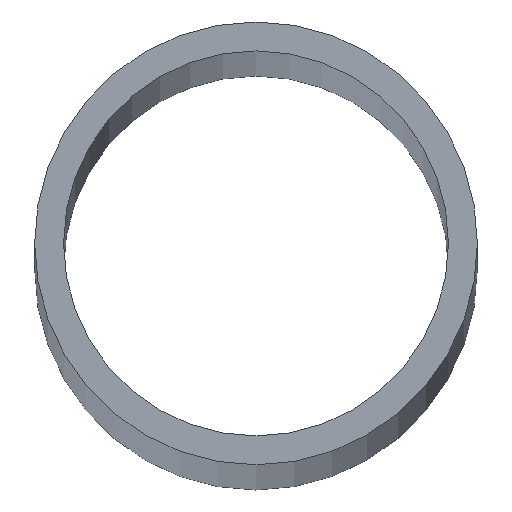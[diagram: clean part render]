
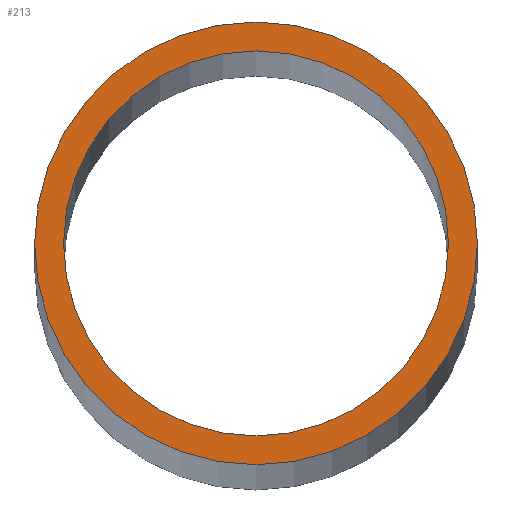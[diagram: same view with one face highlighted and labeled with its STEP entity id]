
A CAD part, top view. The second image highlights one B-rep face of the part: STEP entity #213.
In plain terms, the highlighted planar face has unit normal (0, 0, 1).
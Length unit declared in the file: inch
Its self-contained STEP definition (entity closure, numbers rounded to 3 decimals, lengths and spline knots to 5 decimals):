
#6 = CARTESIAN_POINT ( 'NONE',  ( 0., 0., 216. ) ) ;
#9 = DIRECTION ( 'NONE',  ( 0., 0., 1. ) ) ;
#10 = CARTESIAN_POINT ( 'NONE',  ( 3.31, 0., 216. ) ) ;
#11 = DIRECTION ( 'NONE',  ( 1., 0., 0. ) ) ;
#12 = EDGE_CURVE ( 'NONE', #58, #118, #186, .T. ) ;
#15 = DIRECTION ( 'NONE',  ( 1., 0., 0. ) ) ;
#17 = DIRECTION ( 'NONE',  ( 0., 0., 1. ) ) ;
#18 = DIRECTION ( 'NONE',  ( 1., 0., 0. ) ) ;
#19 = CIRCLE ( 'NONE', #167, 3.31 ) ;
#28 = DIRECTION ( 'NONE',  ( 1., 0., 0. ) ) ;
#31 = EDGE_CURVE ( 'NONE', #118, #58, #242, .T. ) ;
#32 = DIRECTION ( 'NONE',  ( 0., 0., 1. ) ) ;
#44 = EDGE_LOOP ( 'NONE', ( #245, #217 ) ) ;
#46 = CARTESIAN_POINT ( 'NONE',  ( 2.878, 0., 216. ) ) ;
#58 = VERTEX_POINT ( 'NONE', #46 ) ;
#60 = EDGE_LOOP ( 'NONE', ( #161, #225 ) ) ;
#69 = AXIS2_PLACEMENT_3D ( 'NONE', #123, #9, #28 ) ;
#89 = VERTEX_POINT ( 'NONE', #201 ) ;
#92 = AXIS2_PLACEMENT_3D ( 'NONE', #114, #17, #15 ) ;
#94 = EDGE_CURVE ( 'NONE', #89, #100, #231, .T. ) ;
#100 = VERTEX_POINT ( 'NONE', #10 ) ;
#114 = CARTESIAN_POINT ( 'NONE',  ( 0., 0., 216. ) ) ;
#118 = VERTEX_POINT ( 'NONE', #202 ) ;
#123 = CARTESIAN_POINT ( 'NONE',  ( 0., 0., 216. ) ) ;
#132 = PLANE ( 'NONE',  #92 ) ;
#161 = ORIENTED_EDGE ( 'NONE', *, *, #94, .T. ) ;
#167 = AXIS2_PLACEMENT_3D ( 'NONE', #191, #188, #18 ) ;
#183 = CARTESIAN_POINT ( 'NONE',  ( 0., 0., 216. ) ) ;
#185 = DIRECTION ( 'NONE',  ( 0., 0., 1. ) ) ;
#186 = CIRCLE ( 'NONE', #198, 2.878 ) ;
#188 = DIRECTION ( 'NONE',  ( 0., 0., 1. ) ) ;
#189 = EDGE_CURVE ( 'NONE', #100, #89, #19, .T. ) ;
#190 = FACE_BOUND ( 'NONE', #44, .T. ) ;
#191 = CARTESIAN_POINT ( 'NONE',  ( 0., 0., 216. ) ) ;
#195 = AXIS2_PLACEMENT_3D ( 'NONE', #183, #32, #206 ) ;
#198 = AXIS2_PLACEMENT_3D ( 'NONE', #6, #185, #11 ) ;
#201 = CARTESIAN_POINT ( 'NONE',  ( -3.31, 0., 216. ) ) ;
#202 = CARTESIAN_POINT ( 'NONE',  ( -2.878, 0., 216. ) ) ;
#206 = DIRECTION ( 'NONE',  ( 1., 0., 0. ) ) ;
#212 = FACE_OUTER_BOUND ( 'NONE', #60, .T. ) ;
#213 = ADVANCED_FACE ( 'NONE', ( #212, #190 ), #132, .T. ) ;
#217 = ORIENTED_EDGE ( 'NONE', *, *, #12, .F. ) ;
#225 = ORIENTED_EDGE ( 'NONE', *, *, #189, .T. ) ;
#231 = CIRCLE ( 'NONE', #69, 3.31 ) ;
#242 = CIRCLE ( 'NONE', #195, 2.878 ) ;
#245 = ORIENTED_EDGE ( 'NONE', *, *, #31, .F. ) ;
